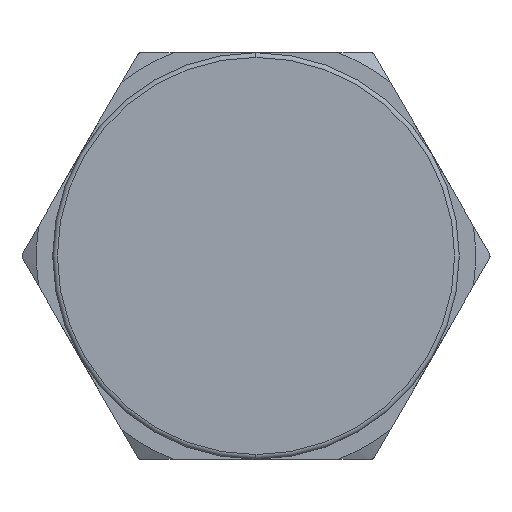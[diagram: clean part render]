
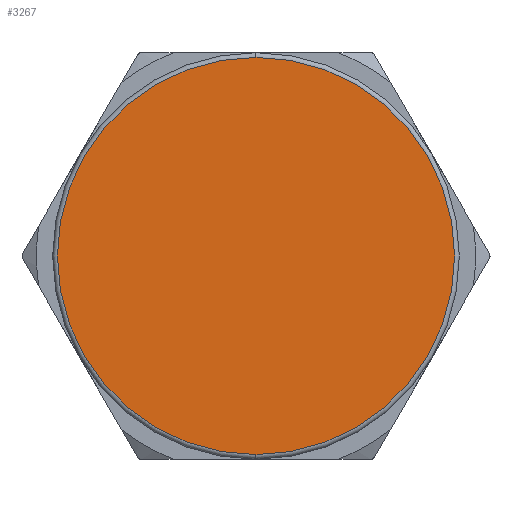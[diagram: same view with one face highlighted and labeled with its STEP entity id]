
A CAD part, left-side view. The second image highlights one B-rep face of the part: STEP entity #3267.
In plain terms, the highlighted planar face has unit normal (-1, 0, 0).
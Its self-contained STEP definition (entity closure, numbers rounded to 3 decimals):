
#233=CARTESIAN_POINT('',(-1.5,0.,0.));
#234=DIRECTION('',(-1.,0.,0.));
#235=DIRECTION('',(0.,0.,1.));
#236=AXIS2_PLACEMENT_3D('',#233,#234,#235);
#238=CARTESIAN_POINT('',(-1.5,0.,0.));
#239=DIRECTION('',(-1.,0.,0.));
#240=DIRECTION('',(0.,0.,-1.));
#241=AXIS2_PLACEMENT_3D('',#238,#239,#240);
#3098=CARTESIAN_POINT('',(-1.5,0.,8.5));
#3099=CARTESIAN_POINT('',(-1.5,0.,-8.5));
#3100=VERTEX_POINT('',#3098);
#3101=VERTEX_POINT('',#3099);
#3257=CARTESIAN_POINT('',(-1.5,0.,0.));
#3258=DIRECTION('',(1.,0.,0.));
#3259=DIRECTION('',(0.,1.,0.));
#3260=AXIS2_PLACEMENT_3D('',#3257,#3258,#3259);
#3261=PLANE('',#3260);
#3262=ORIENTED_EDGE('',*,*,#3247,.F.);
#3264=ORIENTED_EDGE('',*,*,#3263,.F.);
#3265=EDGE_LOOP('',(#3262,#3264));
#3266=FACE_OUTER_BOUND('',#3265,.F.);
#237=CIRCLE('',#236,8.5);
#242=CIRCLE('',#241,8.5);
#3247=EDGE_CURVE('',#3100,#3101,#237,.T.);
#3263=EDGE_CURVE('',#3101,#3100,#242,.T.);
#3267=ADVANCED_FACE('',(#3266),#3261,.F.);
